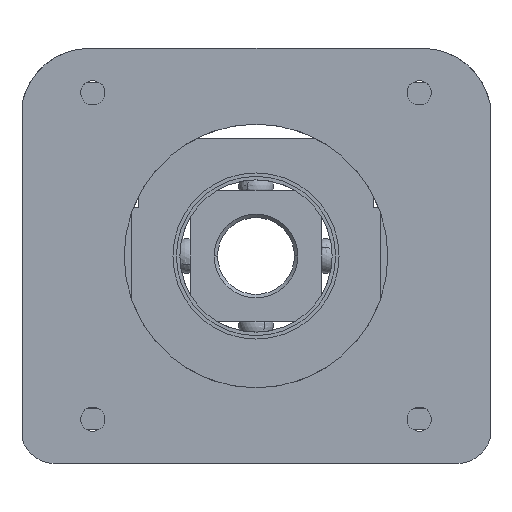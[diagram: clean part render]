
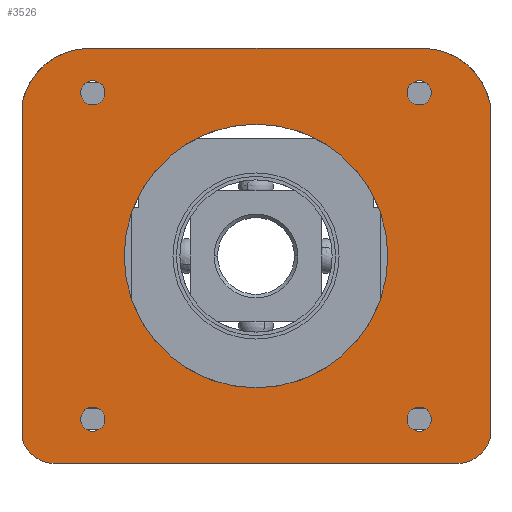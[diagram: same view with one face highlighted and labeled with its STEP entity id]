
A CAD part, left-side view. The second image highlights one B-rep face of the part: STEP entity #3526.
In plain terms, the highlighted planar face has unit normal (-1, 0, 0).
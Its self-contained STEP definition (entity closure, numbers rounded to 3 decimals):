
#2361=CARTESIAN_POINT('Vertex',(0.,33.8,-26.4)) ;
#2366=CARTESIAN_POINT('Line Origine',(0.,33.8,-2.205)) ;
#2370=CARTESIAN_POINT('Vertex',(0.,33.8,21.99)) ;
#2491=CARTESIAN_POINT('Vertex',(0.,-33.8,21.99)) ;
#2494=CARTESIAN_POINT('Line Origine',(0.,-33.8,-2.205)) ;
#2498=CARTESIAN_POINT('Vertex',(0.,-33.8,-26.4)) ;
#3375=CARTESIAN_POINT('Vertex',(0.,29.,-30.)) ;
#3378=CARTESIAN_POINT('Axis2P3D Location',(0.,29.,-25.)) ;
#3390=CARTESIAN_POINT('Axis2P3D Location',(0.,0.,0.)) ;
#3395=CARTESIAN_POINT('Axis2P3D Location',(0.,-24.,20.)) ;
#3399=CARTESIAN_POINT('Vertex',(0.,-24.,30.)) ;
#3402=CARTESIAN_POINT('Line Origine',(0.,0.,30.)) ;
#3406=CARTESIAN_POINT('Vertex',(0.,24.,30.)) ;
#3409=CARTESIAN_POINT('Axis2P3D Location',(0.,24.,20.)) ;
#3414=CARTESIAN_POINT('Line Origine',(0.,0.,-30.)) ;
#3418=CARTESIAN_POINT('Vertex',(0.,-29.,-30.)) ;
#3421=CARTESIAN_POINT('Axis2P3D Location',(0.,-29.,-25.)) ;
#3436=CARTESIAN_POINT('Axis2P3D Location',(0.,0.,0.)) ;
#3440=CARTESIAN_POINT('Vertex',(0.,19.05,0.)) ;
#3442=CARTESIAN_POINT('Vertex',(0.,-19.05,0.)) ;
#3445=CARTESIAN_POINT('Axis2P3D Location',(0.,0.,0.)) ;
#3454=CARTESIAN_POINT('Axis2P3D Location',(0.,23.582,23.582)) ;
#3458=CARTESIAN_POINT('Vertex',(0.,25.332,23.582)) ;
#3460=CARTESIAN_POINT('Vertex',(0.,21.832,23.582)) ;
#3463=CARTESIAN_POINT('Axis2P3D Location',(0.,23.582,23.582)) ;
#3472=CARTESIAN_POINT('Axis2P3D Location',(0.,-23.582,23.582)) ;
#3476=CARTESIAN_POINT('Vertex',(0.,-25.332,23.582)) ;
#3478=CARTESIAN_POINT('Vertex',(0.,-21.832,23.582)) ;
#3481=CARTESIAN_POINT('Axis2P3D Location',(0.,-23.582,23.582)) ;
#3490=CARTESIAN_POINT('Axis2P3D Location',(0.,23.582,-23.582)) ;
#3494=CARTESIAN_POINT('Vertex',(0.,25.332,-23.582)) ;
#3496=CARTESIAN_POINT('Vertex',(0.,21.832,-23.582)) ;
#3499=CARTESIAN_POINT('Axis2P3D Location',(0.,23.582,-23.582)) ;
#3508=CARTESIAN_POINT('Axis2P3D Location',(0.,-23.582,-23.582)) ;
#3512=CARTESIAN_POINT('Vertex',(0.,-25.332,-23.582)) ;
#3514=CARTESIAN_POINT('Vertex',(0.,-21.832,-23.582)) ;
#3517=CARTESIAN_POINT('Axis2P3D Location',(0.,-23.582,-23.582)) ;
#2367=DIRECTION('Vector Direction',(0.,0.,-1.)) ;
#2495=DIRECTION('Vector Direction',(0.,0.,-1.)) ;
#3379=DIRECTION('Axis2P3D Direction',(1.,0.,0.)) ;
#3391=DIRECTION('Axis2P3D Direction',(1.,0.,0.)) ;
#3392=DIRECTION('Axis2P3D XDirection',(0.,1.,0.)) ;
#3396=DIRECTION('Axis2P3D Direction',(1.,0.,0.)) ;
#3403=DIRECTION('Vector Direction',(0.,1.,0.)) ;
#3410=DIRECTION('Axis2P3D Direction',(1.,0.,0.)) ;
#3415=DIRECTION('Vector Direction',(0.,-1.,0.)) ;
#3422=DIRECTION('Axis2P3D Direction',(1.,0.,0.)) ;
#3437=DIRECTION('Axis2P3D Direction',(1.,0.,0.)) ;
#3446=DIRECTION('Axis2P3D Direction',(1.,0.,0.)) ;
#3455=DIRECTION('Axis2P3D Direction',(1.,0.,0.)) ;
#3464=DIRECTION('Axis2P3D Direction',(1.,0.,0.)) ;
#3473=DIRECTION('Axis2P3D Direction',(1.,0.,0.)) ;
#3482=DIRECTION('Axis2P3D Direction',(1.,0.,0.)) ;
#3491=DIRECTION('Axis2P3D Direction',(1.,0.,0.)) ;
#3500=DIRECTION('Axis2P3D Direction',(1.,0.,0.)) ;
#3509=DIRECTION('Axis2P3D Direction',(1.,0.,0.)) ;
#3518=DIRECTION('Axis2P3D Direction',(1.,0.,0.)) ;
#3380=AXIS2_PLACEMENT_3D('Circle Axis2P3D',#3378,#3379,$) ;
#3393=AXIS2_PLACEMENT_3D('Plane Axis2P3D',#3390,#3391,#3392) ;
#3397=AXIS2_PLACEMENT_3D('Circle Axis2P3D',#3395,#3396,$) ;
#3411=AXIS2_PLACEMENT_3D('Circle Axis2P3D',#3409,#3410,$) ;
#3423=AXIS2_PLACEMENT_3D('Circle Axis2P3D',#3421,#3422,$) ;
#3438=AXIS2_PLACEMENT_3D('Circle Axis2P3D',#3436,#3437,$) ;
#3447=AXIS2_PLACEMENT_3D('Circle Axis2P3D',#3445,#3446,$) ;
#3456=AXIS2_PLACEMENT_3D('Circle Axis2P3D',#3454,#3455,$) ;
#3465=AXIS2_PLACEMENT_3D('Circle Axis2P3D',#3463,#3464,$) ;
#3474=AXIS2_PLACEMENT_3D('Circle Axis2P3D',#3472,#3473,$) ;
#3483=AXIS2_PLACEMENT_3D('Circle Axis2P3D',#3481,#3482,$) ;
#3492=AXIS2_PLACEMENT_3D('Circle Axis2P3D',#3490,#3491,$) ;
#3501=AXIS2_PLACEMENT_3D('Circle Axis2P3D',#3499,#3500,$) ;
#3510=AXIS2_PLACEMENT_3D('Circle Axis2P3D',#3508,#3509,$) ;
#3519=AXIS2_PLACEMENT_3D('Circle Axis2P3D',#3517,#3518,$) ;
#3427=ORIENTED_EDGE('',*,*,#2500,.F.) ;
#3428=ORIENTED_EDGE('',*,*,#3401,.F.) ;
#3429=ORIENTED_EDGE('',*,*,#3408,.F.) ;
#3430=ORIENTED_EDGE('',*,*,#3413,.F.) ;
#3431=ORIENTED_EDGE('',*,*,#2372,.T.) ;
#3432=ORIENTED_EDGE('',*,*,#3382,.F.) ;
#3433=ORIENTED_EDGE('',*,*,#3420,.F.) ;
#3434=ORIENTED_EDGE('',*,*,#3425,.F.) ;
#3451=ORIENTED_EDGE('',*,*,#3444,.F.) ;
#3452=ORIENTED_EDGE('',*,*,#3449,.F.) ;
#3469=ORIENTED_EDGE('',*,*,#3462,.T.) ;
#3470=ORIENTED_EDGE('',*,*,#3467,.T.) ;
#3487=ORIENTED_EDGE('',*,*,#3480,.T.) ;
#3488=ORIENTED_EDGE('',*,*,#3485,.T.) ;
#3505=ORIENTED_EDGE('',*,*,#3498,.T.) ;
#3506=ORIENTED_EDGE('',*,*,#3503,.T.) ;
#3523=ORIENTED_EDGE('',*,*,#3516,.T.) ;
#3524=ORIENTED_EDGE('',*,*,#3521,.T.) ;
#3453=FACE_BOUND('',#3450,.T.) ;
#3471=FACE_BOUND('',#3468,.T.) ;
#3489=FACE_BOUND('',#3486,.T.) ;
#3507=FACE_BOUND('',#3504,.T.) ;
#3525=FACE_BOUND('',#3522,.T.) ;
#2368=VECTOR('Line Direction',#2367,1.) ;
#2496=VECTOR('Line Direction',#2495,1.) ;
#3404=VECTOR('Line Direction',#3403,1.) ;
#3416=VECTOR('Line Direction',#3415,1.) ;
#3526=ADVANCED_FACE('\X2\96F64EF651E04F554F53\X0\',(#3435,#3453,#3471,#3489,#3507,#3525),#3394,.F.) ;
#3381=CIRCLE('generated circle',#3380,5.) ;
#3398=CIRCLE('generated circle',#3397,10.) ;
#3412=CIRCLE('generated circle',#3411,10.) ;
#3424=CIRCLE('generated circle',#3423,5.) ;
#3439=CIRCLE('generated circle',#3438,19.05) ;
#3448=CIRCLE('generated circle',#3447,19.05) ;
#3457=CIRCLE('generated circle',#3456,1.75) ;
#3466=CIRCLE('generated circle',#3465,1.75) ;
#3475=CIRCLE('generated circle',#3474,1.75) ;
#3484=CIRCLE('generated circle',#3483,1.75) ;
#3493=CIRCLE('generated circle',#3492,1.75) ;
#3502=CIRCLE('generated circle',#3501,1.75) ;
#3511=CIRCLE('generated circle',#3510,1.75) ;
#3520=CIRCLE('generated circle',#3519,1.75) ;
#2372=EDGE_CURVE('',#2371,#2362,#2369,.T.) ;
#2500=EDGE_CURVE('',#2492,#2499,#2497,.T.) ;
#3382=EDGE_CURVE('',#3376,#2362,#3381,.T.) ;
#3401=EDGE_CURVE('',#3400,#2492,#3398,.T.) ;
#3408=EDGE_CURVE('',#3407,#3400,#3405,.F.) ;
#3413=EDGE_CURVE('',#2371,#3407,#3412,.T.) ;
#3420=EDGE_CURVE('',#3419,#3376,#3417,.F.) ;
#3425=EDGE_CURVE('',#2499,#3419,#3424,.T.) ;
#3444=EDGE_CURVE('',#3441,#3443,#3439,.F.) ;
#3449=EDGE_CURVE('',#3443,#3441,#3448,.F.) ;
#3462=EDGE_CURVE('',#3459,#3461,#3457,.T.) ;
#3467=EDGE_CURVE('',#3461,#3459,#3466,.T.) ;
#3480=EDGE_CURVE('',#3477,#3479,#3475,.T.) ;
#3485=EDGE_CURVE('',#3479,#3477,#3484,.T.) ;
#3498=EDGE_CURVE('',#3495,#3497,#3493,.T.) ;
#3503=EDGE_CURVE('',#3497,#3495,#3502,.T.) ;
#3516=EDGE_CURVE('',#3513,#3515,#3511,.T.) ;
#3521=EDGE_CURVE('',#3515,#3513,#3520,.T.) ;
#3426=EDGE_LOOP('',(#3427,#3428,#3429,#3430,#3431,#3432,#3433,#3434)) ;
#3450=EDGE_LOOP('',(#3451,#3452)) ;
#3468=EDGE_LOOP('',(#3469,#3470)) ;
#3486=EDGE_LOOP('',(#3487,#3488)) ;
#3504=EDGE_LOOP('',(#3505,#3506)) ;
#3522=EDGE_LOOP('',(#3523,#3524)) ;
#3435=FACE_OUTER_BOUND('',#3426,.T.) ;
#2369=LINE('Line',#2366,#2368) ;
#2497=LINE('Line',#2494,#2496) ;
#3405=LINE('Line',#3402,#3404) ;
#3417=LINE('Line',#3414,#3416) ;
#3394=PLANE('Plane',#3393) ;
#2362=VERTEX_POINT('',#2361) ;
#2371=VERTEX_POINT('',#2370) ;
#2492=VERTEX_POINT('',#2491) ;
#2499=VERTEX_POINT('',#2498) ;
#3376=VERTEX_POINT('',#3375) ;
#3400=VERTEX_POINT('',#3399) ;
#3407=VERTEX_POINT('',#3406) ;
#3419=VERTEX_POINT('',#3418) ;
#3441=VERTEX_POINT('',#3440) ;
#3443=VERTEX_POINT('',#3442) ;
#3459=VERTEX_POINT('',#3458) ;
#3461=VERTEX_POINT('',#3460) ;
#3477=VERTEX_POINT('',#3476) ;
#3479=VERTEX_POINT('',#3478) ;
#3495=VERTEX_POINT('',#3494) ;
#3497=VERTEX_POINT('',#3496) ;
#3513=VERTEX_POINT('',#3512) ;
#3515=VERTEX_POINT('',#3514) ;
